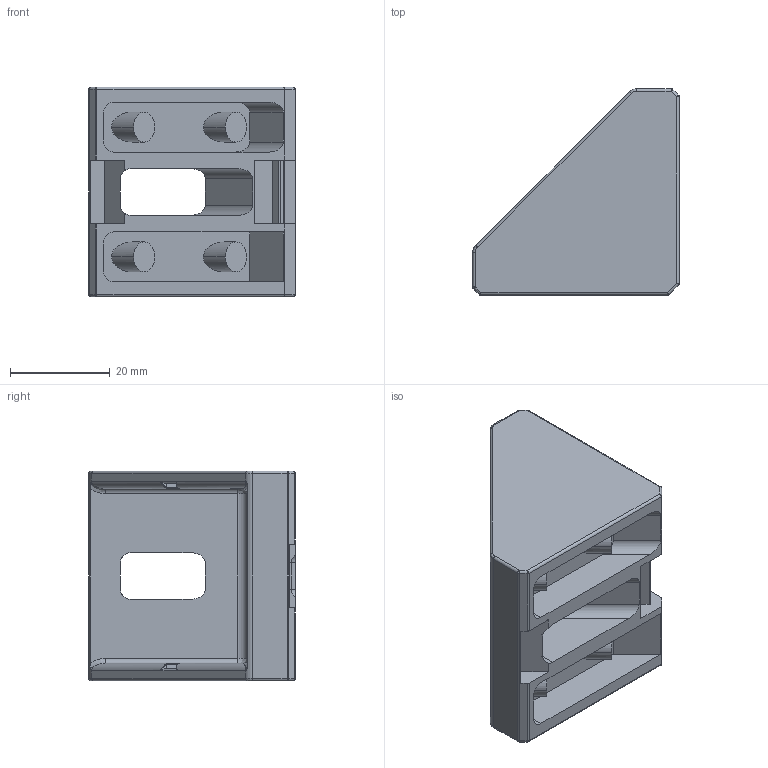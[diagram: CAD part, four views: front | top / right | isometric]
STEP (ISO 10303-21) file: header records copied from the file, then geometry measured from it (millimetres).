
FILE_DESCRIPTION (( 'STEP AP214' ), '1' );
FILE_NAME ('6261102', '2019-01-28T17:09:36', ( '' ), ('JUGARD+KÜNSTNER GmbH'), 'SwSTEP 2.0', 'SolidWorks 2017', '' );
FILE_SCHEMA (( 'AUTOMOTIVE_DESIGN' ));
Length unit declared in the file: millimetre
Products named in the file (1): 6261102
Bounding box: 41.3 x 41.3 x 42 mm (x, y, z)
Volume: 20040.7 mm3; surface area: 12852.8 mm2
Topology: 1 solids, 1 shells, 200 faces, 499 edges, 303 vertices
Faces by surface type: cylinder 90, plane 73, bspline 37
Entity records: 6630 total; most frequent: CARTESIAN_POINT 2167, ORIENTED_EDGE 982, DIRECTION 859, EDGE_CURVE 491, VERTEX_POINT 303, AXIS2_PLACEMENT_3D 299, LINE 261, VECTOR 261
